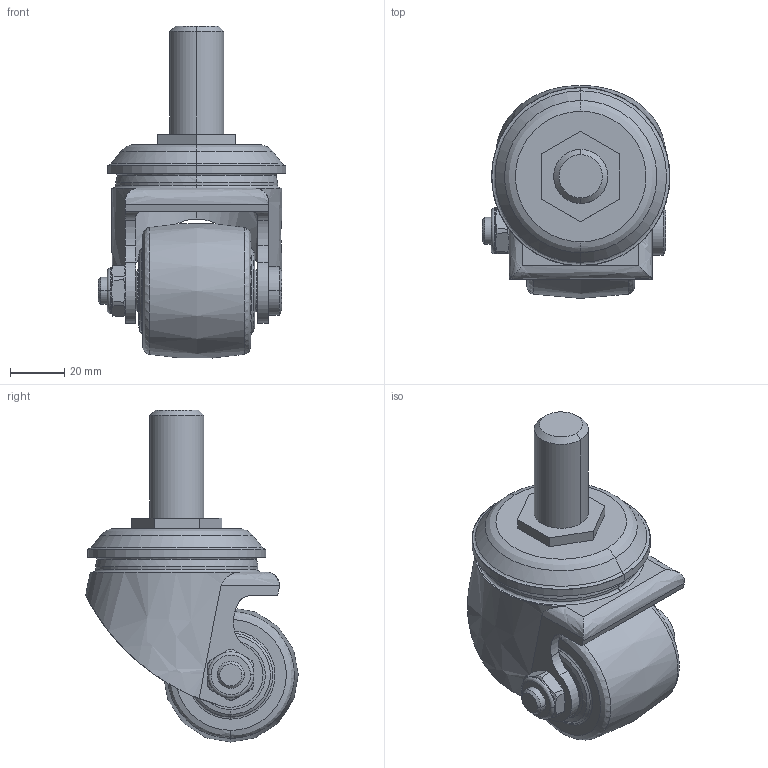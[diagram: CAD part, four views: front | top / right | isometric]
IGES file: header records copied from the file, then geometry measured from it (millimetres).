
Start section: ------------------------------------------------------------------------
Global section: file name: PC003.87588.TCA_540SA_BAU50_11928.igs; native system: spGate; preprocessor: ver19.8.4 (****-****-****-****); author: Unknown; organization: Unknown; date: 240425.142937; units: millimetre
Bounding box: 69.5 x 78.71 x 122.83 mm (x, y, z)
Volume: 176497.6 mm3; surface area: 37703.5 mm2
Topology: 2 solids, 2 shells, 167 faces, 371 edges, 224 vertices
Faces by surface type: bspline 167
